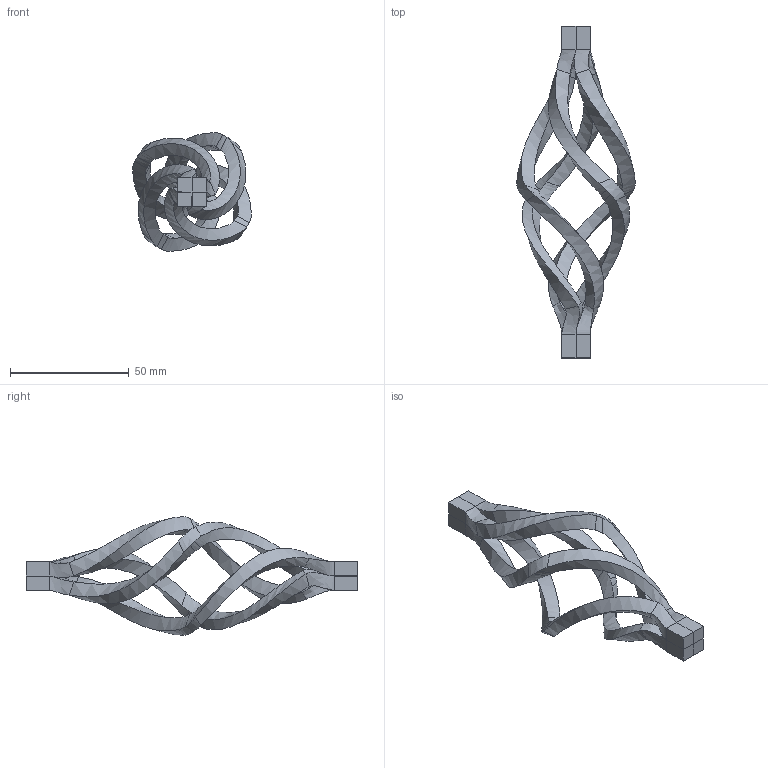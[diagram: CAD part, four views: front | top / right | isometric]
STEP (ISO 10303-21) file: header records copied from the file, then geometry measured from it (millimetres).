
FILE_DESCRIPTION (( 'STEP AP203' ), '1' );
FILE_NAME ('3200.STEP', '2025-11-13T07:45:20', ( '' ), ( '' ), 'SwSTEP 2.0', 'SolidWorks 2018', '' );
FILE_SCHEMA (( 'CONFIG_CONTROL_DESIGN' ));
Length unit declared in the file: millimetre
Products named in the file (1): 3200
Bounding box: 49.97 x 140 x 49.97 mm (x, y, z)
Volume: 20593.4 mm3; surface area: 15298 mm2
Topology: 4 solids, 4 shells, 329 faces, 845 edges, 542 vertices
Faces by surface type: bspline 186, plane 143
Entity records: 17006 total; most frequent: CARTESIAN_POINT 10283, ORIENTED_EDGE 1690, EDGE_CURVE 845, DIRECTION 761, VERTEX_POINT 542, LINE 473, VECTOR 473, B_SPLINE_CURVE_WITH_KNOTS 372
